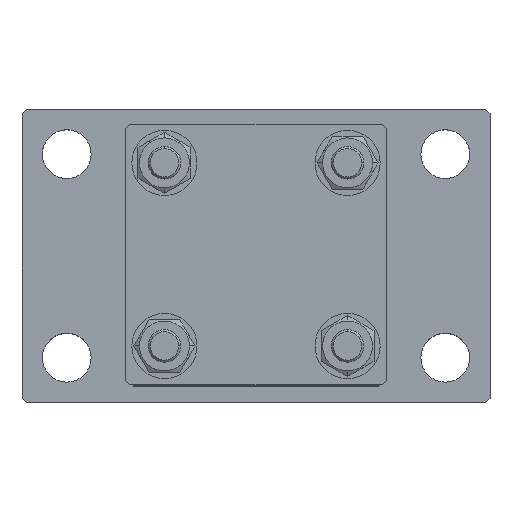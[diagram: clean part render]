
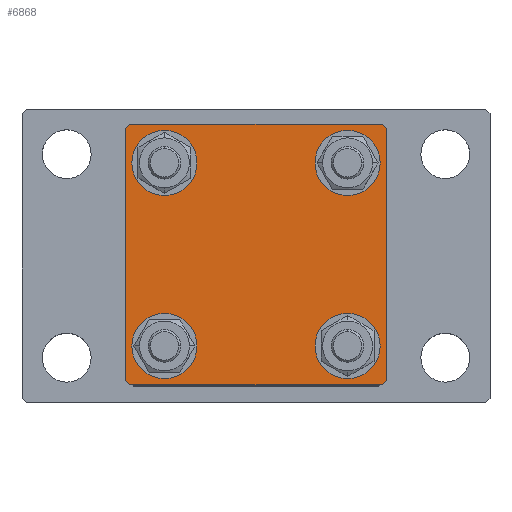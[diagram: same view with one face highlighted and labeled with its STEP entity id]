
A CAD part, top view. The second image highlights one B-rep face of the part: STEP entity #6868.
In plain terms, the highlighted planar face has unit normal (0, 0, 1).
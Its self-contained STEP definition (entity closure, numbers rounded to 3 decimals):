
#584 = CIRCLE ( 'NONE', #4418, 4.5 ) ;
#587 = CIRCLE ( 'NONE', #4419, 4.5 ) ;
#658 = CIRCLE ( 'NONE', #4443, 4.5 ) ;
#688 = CIRCLE ( 'NONE', #4458, 4.5 ) ;
#886 = FACE_BOUND ( 'NONE', #3741, .T. ) ;
#889 = FACE_OUTER_BOUND ( 'NONE', #4098, .T. ) ;
#890 = FACE_BOUND ( 'NONE', #3696, .T. ) ;
#892 = FACE_BOUND ( 'NONE', #3692, .T. ) ;
#893 = FACE_BOUND ( 'NONE', #3636, .T. ) ;
#1250 = VERTEX_POINT ( 'NONE', #5587 ) ;
#1254 = VERTEX_POINT ( 'NONE', #5591 ) ;
#1255 = VERTEX_POINT ( 'NONE', #5592 ) ;
#1261 = VERTEX_POINT ( 'NONE', #5598 ) ;
#1266 = VERTEX_POINT ( 'NONE', #5604 ) ;
#1268 = VERTEX_POINT ( 'NONE', #5606 ) ;
#1270 = VERTEX_POINT ( 'NONE', #5485 ) ;
#1273 = VERTEX_POINT ( 'NONE', #5324 ) ;
#1274 = VERTEX_POINT ( 'NONE', #5340 ) ;
#1345 = VERTEX_POINT ( 'NONE', #5472 ) ;
#1348 = VERTEX_POINT ( 'NONE', #5515 ) ;
#1349 = VERTEX_POINT ( 'NONE', #5516 ) ;
#1350 = VERTEX_POINT ( 'NONE', #5473 ) ;
#1352 = VERTEX_POINT ( 'NONE', #5489 ) ;
#1354 = VERTEX_POINT ( 'NONE', #5482 ) ;
#1436 = VERTEX_POINT ( 'NONE', #5376 ) ;
#1744 = CARTESIAN_POINT ( 'NONE',  ( 32., -31., 15. ) ) ;
#1751 = DIRECTION ( 'NONE',  ( 0.707, 0.707, 0. ) ) ;
#1755 = CARTESIAN_POINT ( 'NONE',  ( -31., -32., 15. ) ) ;
#1759 = DIRECTION ( 'NONE',  ( 0.707, -0.707, 0. ) ) ;
#1760 = CARTESIAN_POINT ( 'NONE',  ( -32., 31., 15. ) ) ;
#1761 = DIRECTION ( 'NONE',  ( -0.707, -0.707, 0. ) ) ;
#1762 = CARTESIAN_POINT ( 'NONE',  ( 31., 32., 15. ) ) ;
#1763 = DIRECTION ( 'NONE',  ( -0.707, 0.707, 0. ) ) ;
#1766 = CARTESIAN_POINT ( 'NONE',  ( 22.5, 22.5, 15. ) ) ;
#1767 = DIRECTION ( 'NONE',  ( 0., 0., -1. ) ) ;
#1768 = DIRECTION ( 'NONE',  ( -1., 0., 0. ) ) ;
#1769 = CARTESIAN_POINT ( 'NONE',  ( 22.5, -22.5, 15. ) ) ;
#1770 = DIRECTION ( 'NONE',  ( 0., 0., -1. ) ) ;
#1771 = DIRECTION ( 'NONE',  ( -1., 0., 0. ) ) ;
#1782 = CARTESIAN_POINT ( 'NONE',  ( -22.5, -22.5, 15. ) ) ;
#1783 = DIRECTION ( 'NONE',  ( 0., 0., -1. ) ) ;
#1784 = DIRECTION ( 'NONE',  ( -1., 0., 0. ) ) ;
#1787 = CARTESIAN_POINT ( 'NONE',  ( -22.5, 22.5, 15. ) ) ;
#1788 = DIRECTION ( 'NONE',  ( 0., 0., -1. ) ) ;
#1789 = DIRECTION ( 'NONE',  ( -1., 0., 0. ) ) ;
#1795 = CARTESIAN_POINT ( 'NONE',  ( -32., -32., 15. ) ) ;
#1796 = DIRECTION ( 'NONE',  ( 1., 0., 0. ) ) ;
#1818 = CARTESIAN_POINT ( 'NONE',  ( -32., -32., 15. ) ) ;
#1819 = DIRECTION ( 'NONE',  ( 0., -1., 0. ) ) ;
#1827 = CARTESIAN_POINT ( 'NONE',  ( 32., -32., 15. ) ) ;
#1834 = CARTESIAN_POINT ( 'NONE',  ( -32., 32., 15. ) ) ;
#1835 = DIRECTION ( 'NONE',  ( -1., 0., 0. ) ) ;
#1839 = DIRECTION ( 'NONE',  ( 0., 1., 0. ) ) ;
#1934 = CARTESIAN_POINT ( 'NONE',  ( 22.5, 22.5, 15. ) ) ;
#1936 = DIRECTION ( 'NONE',  ( 0., 0., -1. ) ) ;
#2006 = DIRECTION ( 'NONE',  ( -1., 0., 0. ) ) ;
#3061 = LINE ( 'NONE', #1755, #3066 ) ;
#3062 = LINE ( 'NONE', #1744, #3064 ) ;
#3064 = VECTOR ( 'NONE', #1751, 1000. ) ;
#3065 = LINE ( 'NONE', #1760, #3068 ) ;
#3066 = VECTOR ( 'NONE', #1759, 1000. ) ;
#3067 = LINE ( 'NONE', #1762, #3070 ) ;
#3068 = VECTOR ( 'NONE', #1761, 1000. ) ;
#3069 = CIRCLE ( 'NONE', #6431, 4.5 ) ;
#3070 = VECTOR ( 'NONE', #1763, 1000. ) ;
#3071 = CIRCLE ( 'NONE', #6432, 4.5 ) ;
#3080 = CIRCLE ( 'NONE', #6435, 4.5 ) ;
#3081 = CIRCLE ( 'NONE', #6436, 4.5 ) ;
#3086 = LINE ( 'NONE', #1795, #3089 ) ;
#3089 = VECTOR ( 'NONE', #1796, 1000. ) ;
#3097 = LINE ( 'NONE', #1818, #3100 ) ;
#3100 = VECTOR ( 'NONE', #1819, 1000. ) ;
#3107 = LINE ( 'NONE', #1827, #3116 ) ;
#3109 = LINE ( 'NONE', #1834, #3112 ) ;
#3112 = VECTOR ( 'NONE', #1835, 1000. ) ;
#3116 = VECTOR ( 'NONE', #1839, 1000. ) ;
#3433 = EDGE_CURVE ( 'NONE', #1255, #1270, #584, .T. ) ;
#3435 = EDGE_CURVE ( 'NONE', #1261, #1266, #587, .T. ) ;
#3636 = EDGE_LOOP ( 'NONE', ( #5068, #5032 ) ) ;
#3692 = EDGE_LOOP ( 'NONE', ( #4918, #4795 ) ) ;
#3696 = EDGE_LOOP ( 'NONE', ( #5194, #5190 ) ) ;
#3741 = EDGE_LOOP ( 'NONE', ( #5124, #4832 ) ) ;
#4044 = EDGE_CURVE ( 'NONE', #1254, #1268, #658, .T. ) ;
#4067 = EDGE_CURVE ( 'NONE', #1273, #1274, #688, .T. ) ;
#4098 = EDGE_LOOP ( 'NONE', ( #5103, #5149, #5131, #4904, #5050, #5212, #5204, #5176 ) ) ;
#4164 = DIRECTION ( 'NONE',  ( -1., 0., 0. ) ) ;
#4193 = DIRECTION ( 'NONE',  ( 0., 0., -1. ) ) ;
#4200 = CARTESIAN_POINT ( 'NONE',  ( -22.5, 22.5, 15. ) ) ;
#4418 = AXIS2_PLACEMENT_3D ( 'NONE', #6209, #6210, #6211 ) ;
#4419 = AXIS2_PLACEMENT_3D ( 'NONE', #6214, #6215, #6218 ) ;
#4443 = AXIS2_PLACEMENT_3D ( 'NONE', #4200, #4193, #4164 ) ;
#4458 = AXIS2_PLACEMENT_3D ( 'NONE', #1934, #1936, #2006 ) ;
#4546 = AXIS2_PLACEMENT_3D ( 'NONE', #7803, #7804, #7810 ) ;
#4795 = ORIENTED_EDGE ( 'NONE', *, *, #4067, .T. ) ;
#4832 = ORIENTED_EDGE ( 'NONE', *, *, #3433, .T. ) ;
#4904 = ORIENTED_EDGE ( 'NONE', *, *, #7246, .T. ) ;
#4918 = ORIENTED_EDGE ( 'NONE', *, *, #7248, .T. ) ;
#5032 = ORIENTED_EDGE ( 'NONE', *, *, #3435, .T. ) ;
#5050 = ORIENTED_EDGE ( 'NONE', *, *, #7268, .T. ) ;
#5068 = ORIENTED_EDGE ( 'NONE', *, *, #7255, .T. ) ;
#5103 = ORIENTED_EDGE ( 'NONE', *, *, #7277, .T. ) ;
#5124 = ORIENTED_EDGE ( 'NONE', *, *, #7249, .T. ) ;
#5131 = ORIENTED_EDGE ( 'NONE', *, *, #7275, .T. ) ;
#5149 = ORIENTED_EDGE ( 'NONE', *, *, #7247, .T. ) ;
#5176 = ORIENTED_EDGE ( 'NONE', *, *, #7244, .T. ) ;
#5190 = ORIENTED_EDGE ( 'NONE', *, *, #4044, .T. ) ;
#5194 = ORIENTED_EDGE ( 'NONE', *, *, #7256, .T. ) ;
#5204 = ORIENTED_EDGE ( 'NONE', *, *, #7260, .T. ) ;
#5212 = ORIENTED_EDGE ( 'NONE', *, *, #7245, .T. ) ;
#5324 = CARTESIAN_POINT ( 'NONE',  ( 27., 22.5, 15. ) ) ;
#5340 = CARTESIAN_POINT ( 'NONE',  ( 18., 22.5, 15. ) ) ;
#5376 = CARTESIAN_POINT ( 'NONE',  ( -31., -32., 15. ) ) ;
#5472 = CARTESIAN_POINT ( 'NONE',  ( 32., 31., 15. ) ) ;
#5473 = CARTESIAN_POINT ( 'NONE',  ( -31., 32., 15. ) ) ;
#5482 = CARTESIAN_POINT ( 'NONE',  ( -32., 31., 15. ) ) ;
#5485 = CARTESIAN_POINT ( 'NONE',  ( 18., -22.5, 15. ) ) ;
#5489 = CARTESIAN_POINT ( 'NONE',  ( 31., -32., 15. ) ) ;
#5515 = CARTESIAN_POINT ( 'NONE',  ( -32., -31., 15. ) ) ;
#5516 = CARTESIAN_POINT ( 'NONE',  ( 31., 32., 15. ) ) ;
#5587 = CARTESIAN_POINT ( 'NONE',  ( 32., -31., 15. ) ) ;
#5591 = CARTESIAN_POINT ( 'NONE',  ( -18., 22.5, 15. ) ) ;
#5592 = CARTESIAN_POINT ( 'NONE',  ( 27., -22.5, 15. ) ) ;
#5598 = CARTESIAN_POINT ( 'NONE',  ( -18., -22.5, 15. ) ) ;
#5604 = CARTESIAN_POINT ( 'NONE',  ( -27., -22.5, 15. ) ) ;
#5606 = CARTESIAN_POINT ( 'NONE',  ( -27., 22.5, 15. ) ) ;
#6209 = CARTESIAN_POINT ( 'NONE',  ( 22.5, -22.5, 15. ) ) ;
#6210 = DIRECTION ( 'NONE',  ( 0., 0., -1. ) ) ;
#6211 = DIRECTION ( 'NONE',  ( -1., 0., 0. ) ) ;
#6214 = CARTESIAN_POINT ( 'NONE',  ( -22.5, -22.5, 15. ) ) ;
#6215 = DIRECTION ( 'NONE',  ( 0., 0., -1. ) ) ;
#6218 = DIRECTION ( 'NONE',  ( -1., 0., 0. ) ) ;
#6431 = AXIS2_PLACEMENT_3D ( 'NONE', #1766, #1767, #1768 ) ;
#6432 = AXIS2_PLACEMENT_3D ( 'NONE', #1769, #1770, #1771 ) ;
#6435 = AXIS2_PLACEMENT_3D ( 'NONE', #1782, #1783, #1784 ) ;
#6436 = AXIS2_PLACEMENT_3D ( 'NONE', #1787, #1788, #1789 ) ;
#6868 = ADVANCED_FACE ( 'NONE', ( #890, #893, #886, #892, #889 ), #7807, .F. ) ;
#7244 = EDGE_CURVE ( 'NONE', #1352, #1250, #3062, .T. ) ;
#7245 = EDGE_CURVE ( 'NONE', #1348, #1436, #3061, .T. ) ;
#7246 = EDGE_CURVE ( 'NONE', #1350, #1354, #3065, .T. ) ;
#7247 = EDGE_CURVE ( 'NONE', #1345, #1349, #3067, .T. ) ;
#7248 = EDGE_CURVE ( 'NONE', #1274, #1273, #3069, .T. ) ;
#7249 = EDGE_CURVE ( 'NONE', #1270, #1255, #3071, .T. ) ;
#7255 = EDGE_CURVE ( 'NONE', #1266, #1261, #3080, .T. ) ;
#7256 = EDGE_CURVE ( 'NONE', #1268, #1254, #3081, .T. ) ;
#7260 = EDGE_CURVE ( 'NONE', #1436, #1352, #3086, .T. ) ;
#7268 = EDGE_CURVE ( 'NONE', #1354, #1348, #3097, .T. ) ;
#7275 = EDGE_CURVE ( 'NONE', #1349, #1350, #3109, .T. ) ;
#7277 = EDGE_CURVE ( 'NONE', #1250, #1345, #3107, .T. ) ;
#7803 = CARTESIAN_POINT ( 'NONE',  ( 0., 0., 15. ) ) ;
#7804 = DIRECTION ( 'NONE',  ( 0., 0., -1. ) ) ;
#7807 = PLANE ( 'NONE',  #4546 ) ;
#7810 = DIRECTION ( 'NONE',  ( -1., 0., 0. ) ) ;
